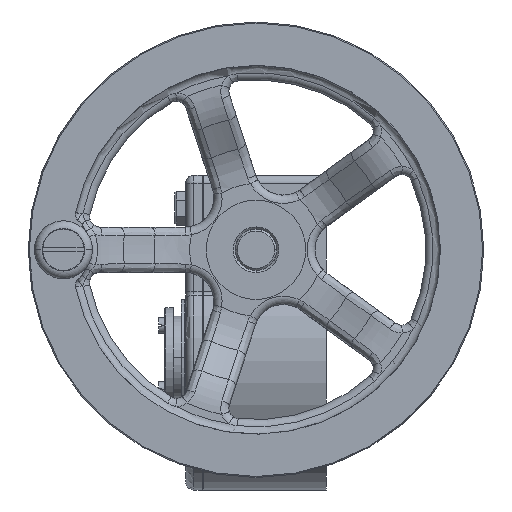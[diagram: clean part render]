
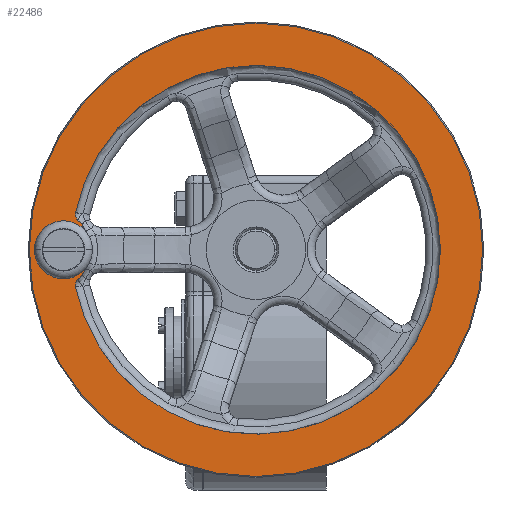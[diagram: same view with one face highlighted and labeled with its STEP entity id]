
A CAD part, left-side view. The second image highlights one B-rep face of the part: STEP entity #22486.
In plain terms, the highlighted face is planar.
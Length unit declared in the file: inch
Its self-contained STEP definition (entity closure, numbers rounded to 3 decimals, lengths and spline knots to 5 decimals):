
#15232=CARTESIAN_POINT('',(0.,0.,2.0625));
#15233=DIRECTION('',(0.,0.,1.));
#15234=DIRECTION('',(0.,-1.,0.));
#15235=AXIS2_PLACEMENT_3D('',#15232,#15233,#15234);
#15247=CARTESIAN_POINT('',(0.,2.906,2.0625));
#15248=DIRECTION('',(0.,0.,1.));
#15249=DIRECTION('',(-1.,0.,0.));
#15250=AXIS2_PLACEMENT_3D('',#15247,#15248,#15249);
#15252=CARTESIAN_POINT('',(0.,2.906,2.0625));
#15253=DIRECTION('',(0.,0.,1.));
#15254=DIRECTION('',(1.,0.,0.));
#15255=AXIS2_PLACEMENT_3D('',#15252,#15253,#15254);
#15257=CARTESIAN_POINT('',(0.,0.,2.0625));
#15258=DIRECTION('',(0.,0.,1.));
#15259=DIRECTION('',(-0.202,0.979,0.));
#15260=AXIS2_PLACEMENT_3D('',#15257,#15258,#15259);
#15270=CARTESIAN_POINT('',(-0.53698,2.60141,2.0625));
#15271=DIRECTION('',(0.,0.,-1.));
#15272=DIRECTION('',(-0.202,0.979,0.));
#15273=AXIS2_PLACEMENT_3D('',#15270,#15271,#15272);
#15275=CARTESIAN_POINT('',(0.,3.125,2.0625));
#15276=DIRECTION('',(0.,0.,-1.));
#15277=DIRECTION('',(0.716,-0.698,0.));
#15278=AXIS2_PLACEMENT_3D('',#15275,#15276,#15277);
#15358=CARTESIAN_POINT('',(0.53698,2.60141,2.0625));
#15359=DIRECTION('',(0.,0.,1.));
#15360=DIRECTION('',(0.202,0.979,0.));
#15361=AXIS2_PLACEMENT_3D('',#15358,#15359,#15360);
#15881=CARTESIAN_POINT('',(0.,0.,2.0625));
#15882=DIRECTION('',(0.,0.,1.));
#15883=DIRECTION('',(0.,1.,0.));
#15884=AXIS2_PLACEMENT_3D('',#15881,#15882,#15883);
#17637=CARTESIAN_POINT('',(-0.56225,2.72383,2.0625));
#17638=CARTESIAN_POINT('',(0.56225,2.72383,2.0625));
#17639=VERTEX_POINT('',#17637);
#17640=VERTEX_POINT('',#17638);
#17641=CARTESIAN_POINT('',(0.,3.42075,2.0625));
#17642=CARTESIAN_POINT('',(0.,-3.42075,2.0625));
#17643=VERTEX_POINT('',#17641);
#17644=VERTEX_POINT('',#17642);
#17649=CARTESIAN_POINT('',(0.44748,2.68867,2.0625));
#17650=CARTESIAN_POINT('',(-0.44748,2.68867,2.0625));
#17651=VERTEX_POINT('',#17649);
#17652=VERTEX_POINT('',#17650);
#17666=CARTESIAN_POINT('',(-0.234,2.906,2.0625));
#17667=CARTESIAN_POINT('',(0.234,2.906,2.0625));
#17668=VERTEX_POINT('',#17666);
#17669=VERTEX_POINT('',#17667);
#22460=CARTESIAN_POINT('',(0.,0.,2.0625));
#22461=DIRECTION('',(0.,0.,-1.));
#22462=DIRECTION('',(0.,-1.,0.));
#22463=AXIS2_PLACEMENT_3D('',#22460,#22461,#22462);
#22464=PLANE('',#22463);
#22466=ORIENTED_EDGE('',*,*,#22465,.F.);
#22467=ORIENTED_EDGE('',*,*,#22450,.F.);
#22468=EDGE_LOOP('',(#22466,#22467));
#22469=FACE_OUTER_BOUND('',#22468,.F.);
#22471=ORIENTED_EDGE('',*,*,#22470,.T.);
#22473=ORIENTED_EDGE('',*,*,#22472,.T.);
#22475=ORIENTED_EDGE('',*,*,#22474,.T.);
#22477=ORIENTED_EDGE('',*,*,#22476,.F.);
#22478=EDGE_LOOP('',(#22471,#22473,#22475,#22477));
#22479=FACE_BOUND('',#22478,.F.);
#22481=ORIENTED_EDGE('',*,*,#22480,.T.);
#22483=ORIENTED_EDGE('',*,*,#22482,.T.);
#22484=EDGE_LOOP('',(#22481,#22483));
#22485=FACE_BOUND('',#22484,.F.);
#15236=CIRCLE('',#15235,3.42075);
#15251=CIRCLE('',#15250,0.234);
#15256=CIRCLE('',#15255,0.234);
#15261=CIRCLE('',#15260,2.78125);
#15274=CIRCLE('',#15273,0.125);
#15279=CIRCLE('',#15278,0.625);
#15362=CIRCLE('',#15361,0.125);
#15885=CIRCLE('',#15884,3.42075);
#22450=EDGE_CURVE('',#17644,#17643,#15236,.T.);
#22465=EDGE_CURVE('',#17643,#17644,#15885,.T.);
#22470=EDGE_CURVE('',#17639,#17640,#15261,.T.);
#22472=EDGE_CURVE('',#17640,#17651,#15362,.T.);
#22474=EDGE_CURVE('',#17651,#17652,#15279,.T.);
#22476=EDGE_CURVE('',#17639,#17652,#15274,.T.);
#22480=EDGE_CURVE('',#17668,#17669,#15251,.T.);
#22482=EDGE_CURVE('',#17669,#17668,#15256,.T.);
#22486=ADVANCED_FACE('',(#22469,#22479,#22485),#22464,.F.);
